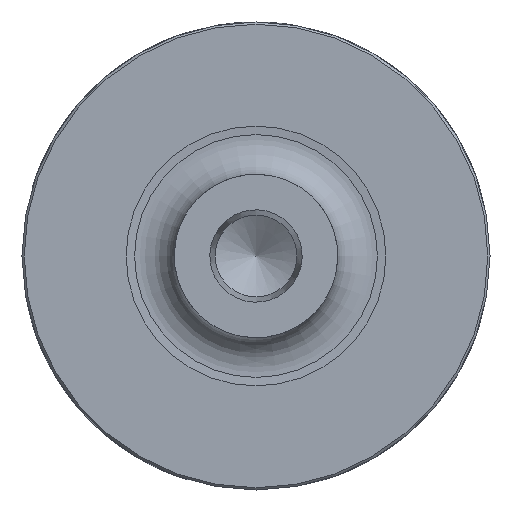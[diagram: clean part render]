
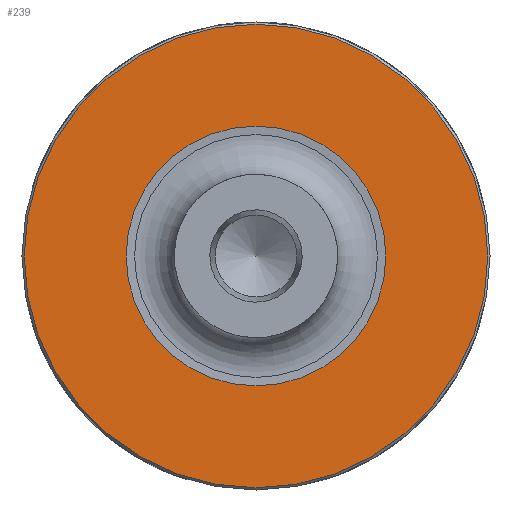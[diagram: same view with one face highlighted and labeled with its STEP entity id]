
A CAD part, left-side view. The second image highlights one B-rep face of the part: STEP entity #239.
In plain terms, the highlighted planar face has unit normal (-1, 0, 0).
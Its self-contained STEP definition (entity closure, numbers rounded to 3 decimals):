
#160=FACE_BOUND('',#353,.T.);
#161=FACE_BOUND('',#354,.T.);
#239=ADVANCED_FACE('',(#160,#161),#280,.T.);
#280=PLANE('',#848);
#353=EDGE_LOOP('',(#552));
#354=EDGE_LOOP('',(#553));
#410=CIRCLE('',#845,31.2);
#411=CIRCLE('',#847,17.479);
#552=ORIENTED_EDGE('',*,*,#740,.F.);
#553=ORIENTED_EDGE('',*,*,#739,.T.);
#653=VERTEX_POINT('',#1812);
#654=VERTEX_POINT('',#1815);
#739=EDGE_CURVE('',#653,#653,#410,.T.);
#740=EDGE_CURVE('',#654,#654,#411,.T.);
#845=AXIS2_PLACEMENT_3D('',#1811,#1013,#1014);
#847=AXIS2_PLACEMENT_3D('',#1814,#1017,#1018);
#848=AXIS2_PLACEMENT_3D('',#1816,#1019,#1020);
#1013=DIRECTION('',(-1.,0.,0.));
#1014=DIRECTION('',(0.,0.,-1.));
#1017=DIRECTION('',(-1.,0.,0.));
#1018=DIRECTION('',(0.,0.,-1.));
#1019=DIRECTION('',(-1.,0.,0.));
#1020=DIRECTION('',(0.,0.,1.));
#1811=CARTESIAN_POINT('',(97.4,0.,0.));
#1812=CARTESIAN_POINT('',(97.4,0.,-31.2));
#1814=CARTESIAN_POINT('',(97.4,0.,0.));
#1815=CARTESIAN_POINT('',(97.4,0.,-17.479));
#1816=CARTESIAN_POINT('',(97.4,31.2,0.));
